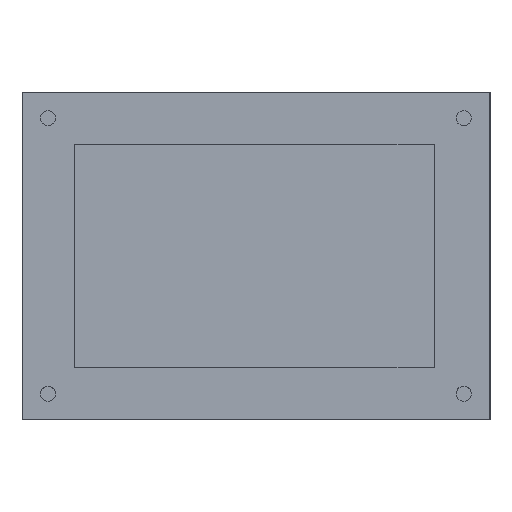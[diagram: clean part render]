
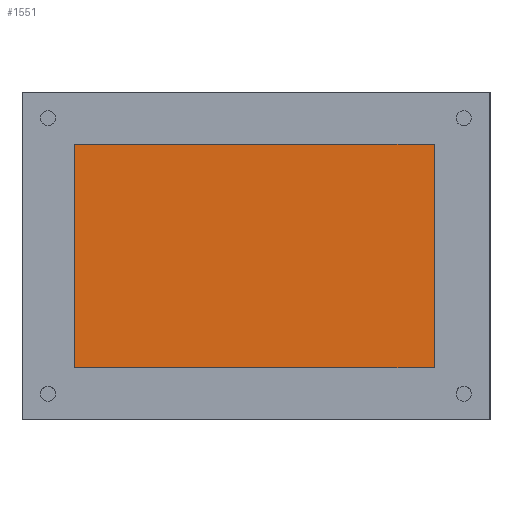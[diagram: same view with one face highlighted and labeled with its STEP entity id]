
A CAD part, top view. The second image highlights one B-rep face of the part: STEP entity #1551.
In plain terms, the highlighted planar face has unit normal (0, 0, 1).
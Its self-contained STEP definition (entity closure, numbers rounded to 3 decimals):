
#142=FACE_OUTER_BOUND('',#234,.T.);
#234=EDGE_LOOP('',(#1230,#1231,#1232,#1233));
#375=LINE('',#2359,#555);
#380=LINE('',#2368,#560);
#382=LINE('',#2373,#562);
#385=LINE('',#2377,#565);
#555=VECTOR('',#1912,10.);
#560=VECTOR('',#1919,10.);
#562=VECTOR('',#1923,10.);
#565=VECTOR('',#1928,10.);
#711=VERTEX_POINT('',#2356);
#712=VERTEX_POINT('',#2358);
#715=VERTEX_POINT('',#2366);
#717=VERTEX_POINT('',#2372);
#893=EDGE_CURVE('',#712,#711,#375,.T.);
#898=EDGE_CURVE('',#711,#715,#380,.T.);
#900=EDGE_CURVE('',#717,#712,#382,.T.);
#903=EDGE_CURVE('',#715,#717,#385,.T.);
#1230=ORIENTED_EDGE('',*,*,#903,.T.);
#1231=ORIENTED_EDGE('',*,*,#900,.T.);
#1232=ORIENTED_EDGE('',*,*,#893,.T.);
#1233=ORIENTED_EDGE('',*,*,#898,.T.);
#1489=PLANE('',#1655);
#1551=ADVANCED_FACE('',(#142),#1489,.T.);
#1655=AXIS2_PLACEMENT_3D('',#2378,#1929,#1930);
#1912=DIRECTION('',(-1.,0.,0.));
#1919=DIRECTION('',(0.,-1.,0.));
#1923=DIRECTION('',(0.,1.,0.));
#1928=DIRECTION('',(1.,0.,0.));
#1929=DIRECTION('center_axis',(0.,0.,1.));
#1930=DIRECTION('ref_axis',(1.,0.,0.));
#2356=CARTESIAN_POINT('',(-12.198,77.516,13.));
#2358=CARTESIAN_POINT('',(56.858,77.516,13.));
#2359=CARTESIAN_POINT('',(-12.198,77.516,13.));
#2366=CARTESIAN_POINT('',(-12.198,34.654,13.));
#2368=CARTESIAN_POINT('',(-12.198,34.654,13.));
#2372=CARTESIAN_POINT('',(56.858,34.654,13.));
#2373=CARTESIAN_POINT('',(56.858,77.516,13.));
#2377=CARTESIAN_POINT('',(56.858,34.654,13.));
#2378=CARTESIAN_POINT('Origin',(22.33,56.085,13.));
